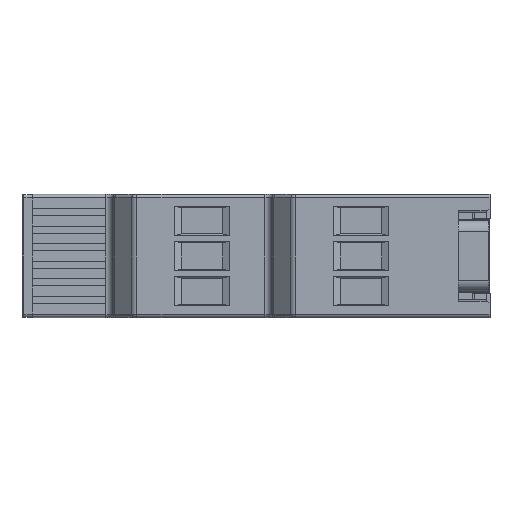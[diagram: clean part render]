
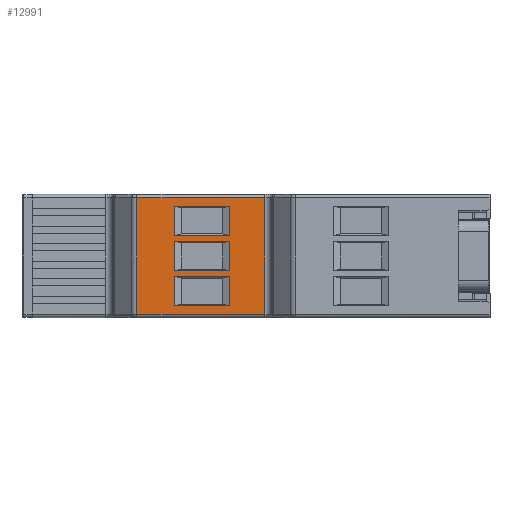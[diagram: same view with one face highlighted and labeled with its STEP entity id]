
A CAD part, left-side view. The second image highlights one B-rep face of the part: STEP entity #12991.
In plain terms, the highlighted planar face has unit normal (-1, 0, 0).
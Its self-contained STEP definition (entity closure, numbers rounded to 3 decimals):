
#15 = VERTEX_POINT ( 'NONE', #19621 ) ;
#25 = CARTESIAN_POINT ( 'NONE',  ( -34.25, 23.566, 1.65 ) ) ;
#235 = CARTESIAN_POINT ( 'NONE',  ( -34.25, 10.666, 17. ) ) ;
#513 = CARTESIAN_POINT ( 'NONE',  ( -34.25, 32.266, 15.85 ) ) ;
#607 = CARTESIAN_POINT ( 'NONE',  ( -34.25, 32.266, 1.65 ) ) ;
#695 = DIRECTION ( 'NONE',  ( 0., 1., 0. ) ) ;
#753 = ORIENTED_EDGE ( 'NONE', *, *, #13641, .T. ) ;
#999 = VECTOR ( 'NONE', #8210, 1000. ) ;
#1210 = DIRECTION ( 'NONE',  ( 0., 0., 1. ) ) ;
#1262 = LINE ( 'NONE', #12988, #10485 ) ;
#2297 = CARTESIAN_POINT ( 'NONE',  ( -34.25, 23.566, 17.5 ) ) ;
#2651 = DIRECTION ( 'NONE',  ( 0., 0., -1. ) ) ;
#3154 = LINE ( 'NONE', #513, #999 ) ;
#3169 = CARTESIAN_POINT ( 'NONE',  ( -34.25, 23.566, 15.85 ) ) ;
#3230 = VECTOR ( 'NONE', #19610, 1000. ) ;
#3397 = LINE ( 'NONE', #607, #19045 ) ;
#3629 = CARTESIAN_POINT ( 'NONE',  ( -34.25, 23.566, 10.85 ) ) ;
#3740 = VERTEX_POINT ( 'NONE', #18677 ) ;
#3910 = VECTOR ( 'NONE', #23581, 1000. ) ;
#4017 = CARTESIAN_POINT ( 'NONE',  ( -34.25, 28.852, 17. ) ) ;
#4224 = VERTEX_POINT ( 'NONE', #14353 ) ;
#4450 = EDGE_CURVE ( 'NONE', #16083, #18002, #16051, .T. ) ;
#4665 = CARTESIAN_POINT ( 'NONE',  ( -34.25, 15.666, 11.65 ) ) ;
#4885 = LINE ( 'NONE', #7939, #23912 ) ;
#4997 = DIRECTION ( 'NONE',  ( 0., -1., 0. ) ) ;
#5270 = VERTEX_POINT ( 'NONE', #3169 ) ;
#5314 = CARTESIAN_POINT ( 'NONE',  ( -34.25, 32.266, 0.5 ) ) ;
#5316 = CARTESIAN_POINT ( 'NONE',  ( -34.25, 32.266, 11.65 ) ) ;
#5408 = EDGE_LOOP ( 'NONE', ( #21696, #753, #8284, #15331 ) ) ;
#5808 = DIRECTION ( 'NONE',  ( 0., 0., -1. ) ) ;
#6276 = ORIENTED_EDGE ( 'NONE', *, *, #11492, .T. ) ;
#6348 = VERTEX_POINT ( 'NONE', #19931 ) ;
#6426 = CARTESIAN_POINT ( 'NONE',  ( -34.25, 23.566, 11.65 ) ) ;
#6745 = FACE_BOUND ( 'NONE', #18078, .T. ) ;
#6920 = VECTOR ( 'NONE', #11191, 1000. ) ;
#7351 = EDGE_CURVE ( 'NONE', #6348, #11921, #3397, .T. ) ;
#7644 = VERTEX_POINT ( 'NONE', #3629 ) ;
#7752 = EDGE_CURVE ( 'NONE', #7644, #4224, #22092, .T. ) ;
#7762 = CARTESIAN_POINT ( 'NONE',  ( -34.25, 32.266, 6.65 ) ) ;
#7771 = EDGE_CURVE ( 'NONE', #3740, #22356, #18979, .T. ) ;
#7939 = CARTESIAN_POINT ( 'NONE',  ( -34.25, 23.566, 17.5 ) ) ;
#8210 = DIRECTION ( 'NONE',  ( 0., -1., 0. ) ) ;
#8284 = ORIENTED_EDGE ( 'NONE', *, *, #24045, .T. ) ;
#8597 = VECTOR ( 'NONE', #5808, 1000. ) ;
#8701 = DIRECTION ( 'NONE',  ( 1., 0., 0. ) ) ;
#8740 = CARTESIAN_POINT ( 'NONE',  ( -34.25, 15.666, 5.85 ) ) ;
#9044 = ORIENTED_EDGE ( 'NONE', *, *, #23175, .T. ) ;
#9060 = VECTOR ( 'NONE', #9116, 1000. ) ;
#9116 = DIRECTION ( 'NONE',  ( 0., 1., 0. ) ) ;
#9282 = FACE_OUTER_BOUND ( 'NONE', #22476, .T. ) ;
#9982 = LINE ( 'NONE', #2297, #25354 ) ;
#9992 = LINE ( 'NONE', #4017, #3230 ) ;
#10016 = DIRECTION ( 'NONE',  ( 0., 0., -1. ) ) ;
#10107 = VECTOR ( 'NONE', #23729, 1000. ) ;
#10219 = DIRECTION ( 'NONE',  ( 0., 0., 1. ) ) ;
#10406 = LINE ( 'NONE', #18083, #11912 ) ;
#10418 = EDGE_LOOP ( 'NONE', ( #13735, #17787, #24287, #20416 ) ) ;
#10485 = VECTOR ( 'NONE', #1210, 1000. ) ;
#10586 = PLANE ( 'NONE',  #12938 ) ;
#10702 = LINE ( 'NONE', #5314, #3910 ) ;
#11052 = LINE ( 'NONE', #17625, #8597 ) ;
#11191 = DIRECTION ( 'NONE',  ( 0., 0., 1. ) ) ;
#11492 = EDGE_CURVE ( 'NONE', #22849, #16697, #22723, .T. ) ;
#11624 = VECTOR ( 'NONE', #4997, 1000. ) ;
#11869 = CARTESIAN_POINT ( 'NONE',  ( -34.25, 15.666, 17.5 ) ) ;
#11912 = VECTOR ( 'NONE', #14300, 1000. ) ;
#11921 = VERTEX_POINT ( 'NONE', #25 ) ;
#12240 = VERTEX_POINT ( 'NONE', #12736 ) ;
#12328 = EDGE_CURVE ( 'NONE', #11921, #22849, #19190, .T. ) ;
#12736 = CARTESIAN_POINT ( 'NONE',  ( -34.25, 15.666, 15.85 ) ) ;
#12938 = AXIS2_PLACEMENT_3D ( 'NONE', #22626, #8701, #2651 ) ;
#12988 = CARTESIAN_POINT ( 'NONE',  ( -34.25, 10.666, 17.5 ) ) ;
#12991 = ADVANCED_FACE ( 'NONE', ( #6745, #23668, #25204, #9282 ), #10586, .F. ) ;
#13298 = ORIENTED_EDGE ( 'NONE', *, *, #7351, .T. ) ;
#13641 = EDGE_CURVE ( 'NONE', #5270, #12240, #3154, .T. ) ;
#13735 = ORIENTED_EDGE ( 'NONE', *, *, #15627, .T. ) ;
#14277 = VECTOR ( 'NONE', #19139, 1000. ) ;
#14300 = DIRECTION ( 'NONE',  ( 0., 0., -1. ) ) ;
#14353 = CARTESIAN_POINT ( 'NONE',  ( -34.25, 15.666, 10.85 ) ) ;
#15331 = ORIENTED_EDGE ( 'NONE', *, *, #4450, .T. ) ;
#15627 = EDGE_CURVE ( 'NONE', #22356, #7644, #4885, .T. ) ;
#15882 = CARTESIAN_POINT ( 'NONE',  ( -34.25, 32.266, 10.85 ) ) ;
#16010 = VERTEX_POINT ( 'NONE', #235 ) ;
#16051 = LINE ( 'NONE', #5316, #9060 ) ;
#16083 = VERTEX_POINT ( 'NONE', #4665 ) ;
#16282 = EDGE_CURVE ( 'NONE', #15, #16010, #1262, .T. ) ;
#16530 = VECTOR ( 'NONE', #10016, 1000. ) ;
#16697 = VERTEX_POINT ( 'NONE', #8740 ) ;
#16815 = EDGE_CURVE ( 'NONE', #4224, #3740, #11052, .T. ) ;
#16877 = CARTESIAN_POINT ( 'NONE',  ( -34.25, 28.852, 0.5 ) ) ;
#16983 = EDGE_CURVE ( 'NONE', #16697, #6348, #20567, .T. ) ;
#17625 = CARTESIAN_POINT ( 'NONE',  ( -34.25, 15.666, 17.5 ) ) ;
#17787 = ORIENTED_EDGE ( 'NONE', *, *, #7752, .T. ) ;
#18002 = VERTEX_POINT ( 'NONE', #6426 ) ;
#18050 = ORIENTED_EDGE ( 'NONE', *, *, #16983, .T. ) ;
#18078 = EDGE_LOOP ( 'NONE', ( #18050, #13298, #22736, #6276 ) ) ;
#18083 = CARTESIAN_POINT ( 'NONE',  ( -34.25, 28.852, 0. ) ) ;
#18654 = EDGE_CURVE ( 'NONE', #24611, #15, #10702, .T. ) ;
#18677 = CARTESIAN_POINT ( 'NONE',  ( -34.25, 15.666, 6.65 ) ) ;
#18823 = CARTESIAN_POINT ( 'NONE',  ( -34.25, 23.566, 17.5 ) ) ;
#18979 = LINE ( 'NONE', #7762, #25180 ) ;
#19045 = VECTOR ( 'NONE', #695, 1000. ) ;
#19139 = DIRECTION ( 'NONE',  ( 0., 0., -1. ) ) ;
#19190 = LINE ( 'NONE', #18823, #6920 ) ;
#19610 = DIRECTION ( 'NONE',  ( 0., 1., 0. ) ) ;
#19621 = CARTESIAN_POINT ( 'NONE',  ( -34.25, 10.666, 0.5 ) ) ;
#19931 = CARTESIAN_POINT ( 'NONE',  ( -34.25, 15.666, 1.65 ) ) ;
#20305 = ORIENTED_EDGE ( 'NONE', *, *, #18654, .T. ) ;
#20416 = ORIENTED_EDGE ( 'NONE', *, *, #7771, .T. ) ;
#20567 = LINE ( 'NONE', #11869, #16530 ) ;
#21696 = ORIENTED_EDGE ( 'NONE', *, *, #24302, .T. ) ;
#22092 = LINE ( 'NONE', #15882, #10107 ) ;
#22356 = VERTEX_POINT ( 'NONE', #25469 ) ;
#22427 = CARTESIAN_POINT ( 'NONE',  ( -34.25, 28.852, 17. ) ) ;
#22476 = EDGE_LOOP ( 'NONE', ( #23014, #20305, #25286, #9044 ) ) ;
#22626 = CARTESIAN_POINT ( 'NONE',  ( -34.25, 32.266, 17.5 ) ) ;
#22723 = LINE ( 'NONE', #24571, #11624 ) ;
#22736 = ORIENTED_EDGE ( 'NONE', *, *, #12328, .T. ) ;
#22849 = VERTEX_POINT ( 'NONE', #24696 ) ;
#23014 = ORIENTED_EDGE ( 'NONE', *, *, #24386, .T. ) ;
#23058 = CARTESIAN_POINT ( 'NONE',  ( -34.25, 15.666, 17.5 ) ) ;
#23175 = EDGE_CURVE ( 'NONE', #16010, #25369, #9992, .T. ) ;
#23581 = DIRECTION ( 'NONE',  ( 0., -1., 0. ) ) ;
#23590 = DIRECTION ( 'NONE',  ( 0., 0., 1. ) ) ;
#23668 = FACE_BOUND ( 'NONE', #5408, .T. ) ;
#23729 = DIRECTION ( 'NONE',  ( 0., -1., 0. ) ) ;
#23912 = VECTOR ( 'NONE', #23590, 1000. ) ;
#24045 = EDGE_CURVE ( 'NONE', #12240, #16083, #24789, .T. ) ;
#24287 = ORIENTED_EDGE ( 'NONE', *, *, #16815, .T. ) ;
#24302 = EDGE_CURVE ( 'NONE', #18002, #5270, #9982, .T. ) ;
#24386 = EDGE_CURVE ( 'NONE', #25369, #24611, #10406, .T. ) ;
#24571 = CARTESIAN_POINT ( 'NONE',  ( -34.25, 32.266, 5.85 ) ) ;
#24611 = VERTEX_POINT ( 'NONE', #16877 ) ;
#24696 = CARTESIAN_POINT ( 'NONE',  ( -34.25, 23.566, 5.85 ) ) ;
#24789 = LINE ( 'NONE', #23058, #14277 ) ;
#25180 = VECTOR ( 'NONE', #25453, 1000. ) ;
#25204 = FACE_BOUND ( 'NONE', #10418, .T. ) ;
#25286 = ORIENTED_EDGE ( 'NONE', *, *, #16282, .T. ) ;
#25354 = VECTOR ( 'NONE', #10219, 1000. ) ;
#25369 = VERTEX_POINT ( 'NONE', #22427 ) ;
#25453 = DIRECTION ( 'NONE',  ( 0., 1., 0. ) ) ;
#25469 = CARTESIAN_POINT ( 'NONE',  ( -34.25, 23.566, 6.65 ) ) ;
